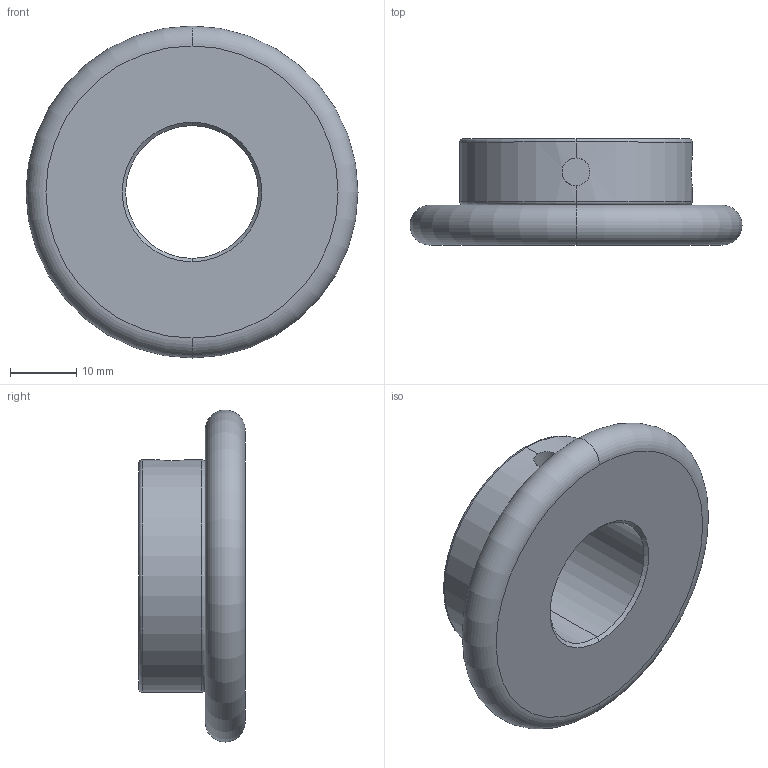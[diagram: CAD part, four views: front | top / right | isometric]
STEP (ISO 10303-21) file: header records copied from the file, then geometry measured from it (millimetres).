
FILE_DESCRIPTION (( 'STEP AP203' ), '1' );
FILE_NAME ('Roller-D50-d20-L16-UPE-SS.STEP', '2020-09-02T05:39:47', ( '' ), ( '' ), 'SwSTEP 2.0', 'SolidWorks 2019', '' );
FILE_SCHEMA (( 'CONFIG_CONTROL_DESIGN' ));
Length unit declared in the file: millimetre
Products named in the file (3): Roller-D50-d20-L16-UPE-SS; Rollerring-D35-d28-T10; Roller-UPE-D50-d20-L16-SS
Assembly tree (2 placements, depth 2):
  Roller-D50-d20-L16-UPE-SS
    Roller-UPE-D50-d20-L16-SS
    Rollerring-D35-d28-T10
Bounding box: 50 x 16 x 50 mm (x, y, z)
Volume: 15548 mm3; surface area: 8339.7 mm2
Topology: 2 solids, 2 shells, 39 faces, 91 edges, 56 vertices
Faces by surface type: cylinder 16, torus 10, plane 7, cone 6
Entity records: 1756 total; most frequent: CARTESIAN_POINT 541, DIRECTION 209, ORIENTED_EDGE 182, AXIS2_PLACEMENT_3D 92, EDGE_CURVE 91, VERTEX_POINT 56, CIRCLE 48, EDGE_LOOP 47
